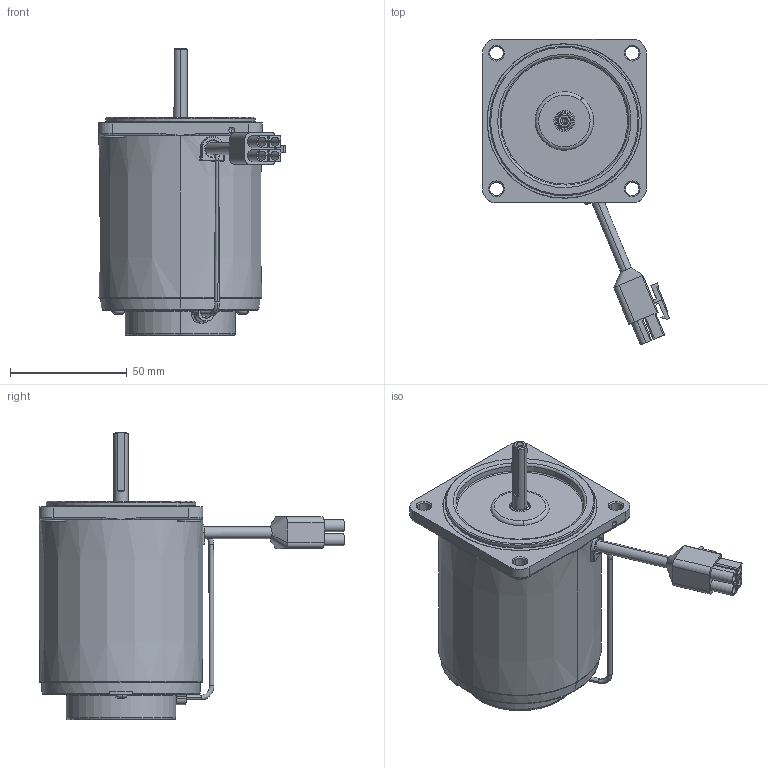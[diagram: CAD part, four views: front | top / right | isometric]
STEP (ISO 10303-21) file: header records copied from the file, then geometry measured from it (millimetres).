
FILE_DESCRIPTION (( 'STEP AP203' ), '1' );
FILE_NAME ('(夹非珇)M315-0〖〖(5C〖30〖0000).STEP', '2017-12-05T00:12:29', ( '' ), ( '' ), 'SwSTEP 2.0', 'SolidWorks 2010', '' );
FILE_SCHEMA (( 'CONFIG_CONTROL_DESIGN' ));
Length unit declared in the file: millimetre
Products named in the file (9): 線扣; 線_15W; 公端子; (夹非珇)M315-0〖〖(5C〖30〖0000); M315-RK-R-模型_3.鑽孔; 發電機; C364_車工(成品); 15A_0.成品; 丸頭十字螺絲M3x6_B18.6.7M - M3 x 0.5 x 8 Type I Cross Recessed PHMS --8C
Assembly tree (9 placements, depth 2):
  (夹非珇)M315-0〖〖(5C〖30〖0000)
    15A_0.成品
    丸頭十字螺絲M3x6_B18.6.7M - M3 x 0.5 x 8 Type I Cross Recessed PHMS --8C  x2
    發電機
    線_15W
    線扣
    公端子
    M315-RK-R-模型_3.鑽孔
    C364_車工(成品)
Bounding box: 79.96 x 130.68 x 123 mm (x, y, z)
Volume: 337486.7 mm3; surface area: 51761.1 mm2
Topology: 9 solids, 9 shells, 468 faces, 1156 edges, 726 vertices
Faces by surface type: cylinder 177, plane 175, torus 51, cone 43, bspline 14, sphere 8
Entity records: 17549 total; most frequent: CARTESIAN_POINT 5918, DIRECTION 2385, ORIENTED_EDGE 2144, EDGE_CURVE 1072, AXIS2_PLACEMENT_3D 956, VERTEX_POINT 678, CIRCLE 519, EDGE_LOOP 504
